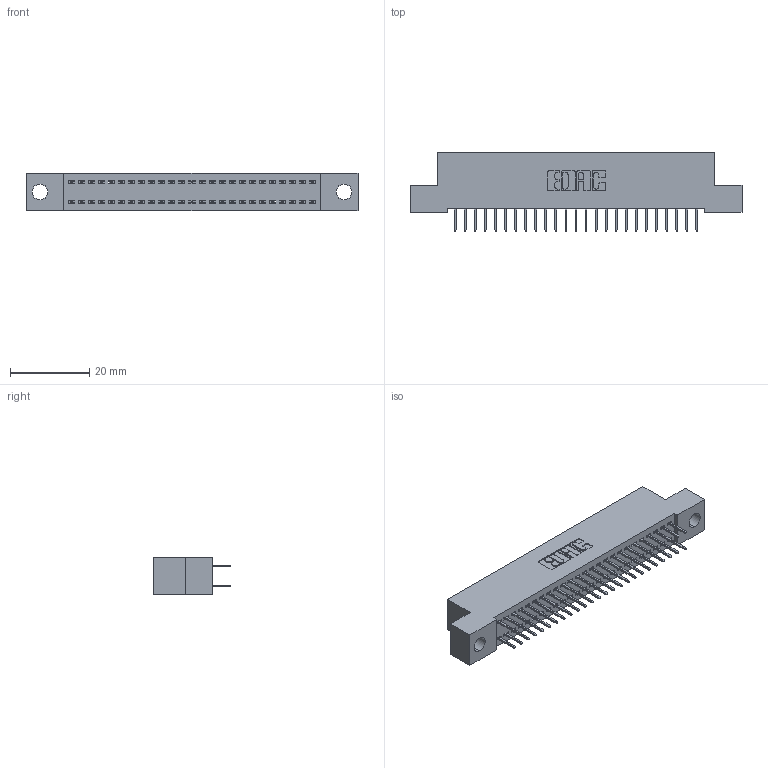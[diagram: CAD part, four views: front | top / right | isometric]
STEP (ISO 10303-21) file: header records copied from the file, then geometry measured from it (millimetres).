
FILE_DESCRIPTION (( 'STEP AP203' ), '1' );
FILE_NAME ('342-050-524-204.STEP', '2018-08-12T19:45:12', ( '' ), ( '' ), 'SwSTEP 2.0', 'SolidWorks 2016', '' );
FILE_SCHEMA (( 'CONFIG_CONTROL_DESIGN' ));
Length unit declared in the file: inch
Products named in the file (3): 342 Part_.156 TH; 345-292-001_345-293-124; 342-050-524-204
Assembly tree (51 placements, depth 2):
  342-050-524-204
    342 Part_.156 TH
    345-292-001_345-293-124  x50
Bounding box: 83.82 x 19.69 x 9.4 mm (x, y, z)
Volume: 7288.1 mm3; surface area: 11071.6 mm2
Topology: 51 solids, 51 shells, 2910 faces, 8249 edges, 5298 vertices
Faces by surface type: plane 2166, cylinder 744
Entity records: 18227 total; most frequent: CARTESIAN_POINT 3038, ORIENTED_EDGE 2974, DIRECTION 2627, EDGE_CURVE 1487, VECTOR 1363, LINE 1363, VERTEX_POINT 986, AXIS2_PLACEMENT_3D 632
